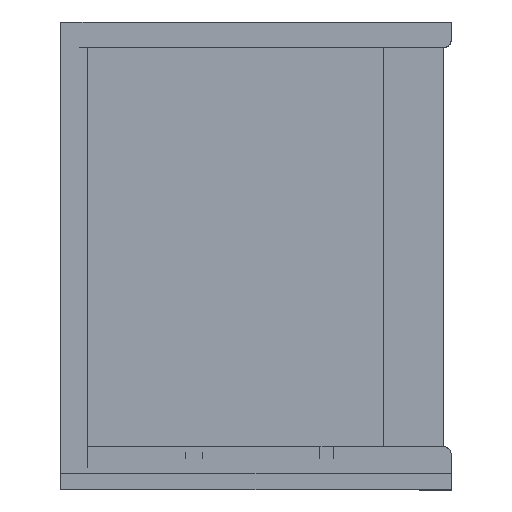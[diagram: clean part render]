
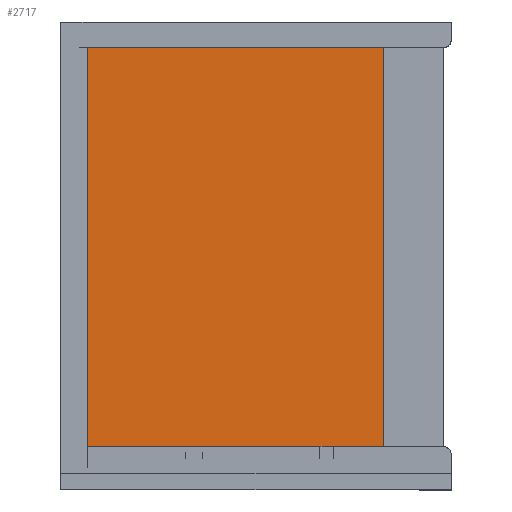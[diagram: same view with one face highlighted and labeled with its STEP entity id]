
A CAD part, top view. The second image highlights one B-rep face of the part: STEP entity #2717.
In plain terms, the highlighted planar face has unit normal (0, 0, 1).
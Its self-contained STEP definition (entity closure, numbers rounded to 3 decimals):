
#43=FACE_OUTER_BOUND('',#182,.T.);
#182=EDGE_LOOP('',(#1786,#1787,#1788,#1789,#1790,#1791,#1792,#1793));
#330=LINE('',#3721,#723);
#332=LINE('',#3727,#725);
#335=LINE('',#3733,#728);
#336=LINE('',#3735,#729);
#337=LINE('',#3737,#730);
#338=LINE('',#3739,#731);
#339=LINE('',#3740,#732);
#340=LINE('',#3741,#733);
#723=VECTOR('',#3027,10.);
#725=VECTOR('',#3031,10.);
#728=VECTOR('',#3036,10.);
#729=VECTOR('',#3037,10.);
#730=VECTOR('',#3038,10.);
#731=VECTOR('',#3039,10.);
#732=VECTOR('',#3040,10.);
#733=VECTOR('',#3041,10.);
#1114=VERTEX_POINT('',#3715);
#1116=VERTEX_POINT('',#3719);
#1118=VERTEX_POINT('',#3724);
#1119=VERTEX_POINT('',#3726);
#1121=VERTEX_POINT('',#3732);
#1122=VERTEX_POINT('',#3734);
#1123=VERTEX_POINT('',#3736);
#1124=VERTEX_POINT('',#3738);
#1380=EDGE_CURVE('',#1116,#1114,#330,.T.);
#1382=EDGE_CURVE('',#1118,#1119,#332,.T.);
#1385=EDGE_CURVE('',#1121,#1118,#335,.T.);
#1386=EDGE_CURVE('',#1122,#1121,#336,.T.);
#1387=EDGE_CURVE('',#1123,#1122,#337,.T.);
#1388=EDGE_CURVE('',#1124,#1123,#338,.T.);
#1389=EDGE_CURVE('',#1114,#1124,#339,.T.);
#1390=EDGE_CURVE('',#1119,#1116,#340,.T.);
#1786=ORIENTED_EDGE('',*,*,#1385,.F.);
#1787=ORIENTED_EDGE('',*,*,#1386,.F.);
#1788=ORIENTED_EDGE('',*,*,#1387,.F.);
#1789=ORIENTED_EDGE('',*,*,#1388,.F.);
#1790=ORIENTED_EDGE('',*,*,#1389,.F.);
#1791=ORIENTED_EDGE('',*,*,#1380,.F.);
#1792=ORIENTED_EDGE('',*,*,#1390,.F.);
#1793=ORIENTED_EDGE('',*,*,#1382,.F.);
#2582=PLANE('',#2872);
#2717=ADVANCED_FACE('',(#43),#2582,.T.);
#2872=AXIS2_PLACEMENT_3D('',#3731,#3034,#3035);
#3027=DIRECTION('',(-1.,0.,0.));
#3031=DIRECTION('',(-1.,0.,0.));
#3034=DIRECTION('center_axis',(0.,0.,
1.));
#3035=DIRECTION('ref_axis',(1.,0.,0.));
#3036=DIRECTION('',(-1.,0.,0.));
#3037=DIRECTION('',(0.,-1.,0.));
#3038=DIRECTION('',(1.,0.,0.));
#3039=DIRECTION('',(0.,1.,0.));
#3040=DIRECTION('',(-1.,0.,0.));
#3041=DIRECTION('',(-1.,0.,0.));
#3715=CARTESIAN_POINT('',(-29.809,-102.223,53.49));
#3719=CARTESIAN_POINT('',(-29.804,-102.223,53.49));
#3721=CARTESIAN_POINT('',(-14.453,-102.223,53.49));
#3724=CARTESIAN_POINT('',(-26.491,-102.223,53.49));
#3726=CARTESIAN_POINT('',(-26.496,-102.223,53.49));
#3727=CARTESIAN_POINT('',(-14.453,-102.223,53.49));
#3731=CARTESIAN_POINT('Origin',(-85.723,-102.223,53.49));
#3732=CARTESIAN_POINT('',(-14.453,-102.223,53.49));
#3733=CARTESIAN_POINT('',(-42.914,-102.223,53.49));
#3734=CARTESIAN_POINT('',(-14.453,-6.207,53.473));
#3735=CARTESIAN_POINT('',(-14.453,-101.211,53.49));
#3736=CARTESIAN_POINT('',(-85.723,-6.207,53.473));
#3737=CARTESIAN_POINT('',(-14.453,-6.207,53.473));
#3738=CARTESIAN_POINT('',(-85.723,-102.223,53.49));
#3739=CARTESIAN_POINT('',(-85.723,-102.223,53.49));
#3740=CARTESIAN_POINT('',(-57.766,-102.223,53.49));
#3741=CARTESIAN_POINT('',(-56.109,-102.223,53.49));
